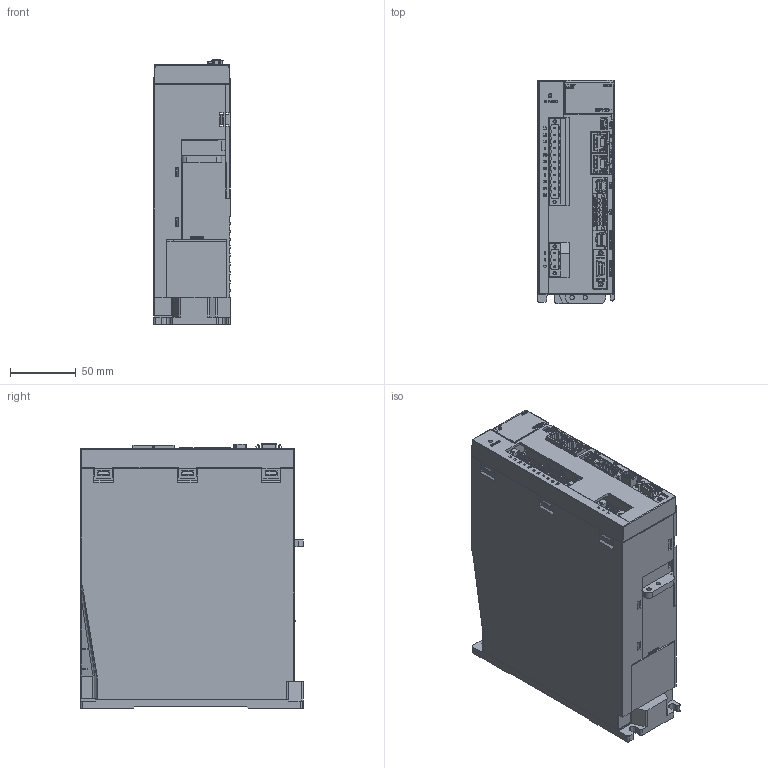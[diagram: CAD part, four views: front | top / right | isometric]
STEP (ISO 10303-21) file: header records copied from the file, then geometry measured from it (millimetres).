
FILE_DESCRIPTION (( 'STEP AP203' ), '1' );
FILE_NAME ('L7NHF_1KW_200V.STEP', '2017-04-05T07:44:37', ( 'Yoo HyunAh' ), ( '' ), 'SwSTEP 2.0', 'SolidWorks 2011', '' );
FILE_SCHEMA (( 'CONFIG_CONTROL_DESIGN' ));
Products named in the file (1): L7NHF_1KW_200V
Bounding box: 58.01 x 169 x 200.7 mm (x, y, z)
Volume: 394546.1 mm3; surface area: 323332.5 mm2
Topology: 30 solids, 30 shells, 7096 faces, 20000 edges, 13118 vertices
Faces by surface type: plane 4868, cylinder 1097, bspline 980, cone 124, torus 15, sphere 12
Entity records: 261442 total; most frequent: CARTESIAN_POINT 86693, ORIENTED_EDGE 39866, DIRECTION 30634, EDGE_CURVE 19933, LINE 15074, VECTOR 15074, VERTEX_POINT 13118, AXIS2_PLACEMENT_3D 7780
